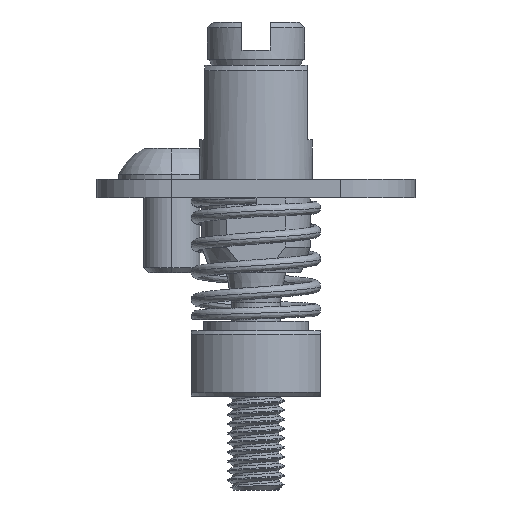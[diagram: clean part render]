
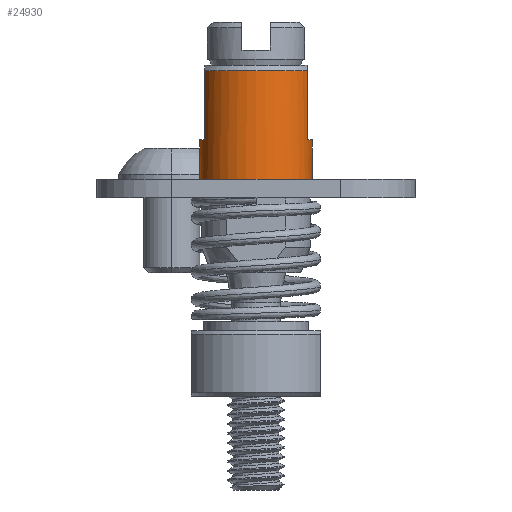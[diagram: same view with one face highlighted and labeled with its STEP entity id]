
A CAD part, left-side view. The second image highlights one B-rep face of the part: STEP entity #24930.
In plain terms, the highlighted cylindrical face has radius 3 mm (diameter 6 mm), a partial arc.
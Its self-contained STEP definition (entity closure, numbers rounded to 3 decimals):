
#41 = ORIENTED_EDGE ( 'NONE', *, *, #3311, .F. ) ;
#435 = VECTOR ( 'NONE', #19283, 1000. ) ;
#689 = DIRECTION ( 'NONE',  ( 0., 0., -1. ) ) ;
#757 = CARTESIAN_POINT ( 'NONE',  ( -13., -3., 0. ) ) ;
#831 = EDGE_LOOP ( 'NONE', ( #14461, #9683, #3891, #4368, #41, #25338, #1891, #23633 ) ) ;
#1091 = CIRCLE ( 'NONE', #19111, 3. ) ;
#1608 = DIRECTION ( 'NONE',  ( 0., -1., 0. ) ) ;
#1612 = LINE ( 'NONE', #3753, #11316 ) ;
#1891 = ORIENTED_EDGE ( 'NONE', *, *, #25220, .T. ) ;
#1918 = AXIS2_PLACEMENT_3D ( 'NONE', #5444, #9197, #4926 ) ;
#2300 = CARTESIAN_POINT ( 'NONE',  ( -13., 3., 2.1 ) ) ;
#2678 = CARTESIAN_POINT ( 'NONE',  ( -14.199, -2.75, 5.8 ) ) ;
#2856 = EDGE_CURVE ( 'NONE', #9174, #24325, #1091, .T. ) ;
#3051 = DIRECTION ( 'NONE',  ( 1., 0., 0. ) ) ;
#3063 = VERTEX_POINT ( 'NONE', #12343 ) ;
#3311 = EDGE_CURVE ( 'NONE', #25433, #3063, #20814, .T. ) ;
#3753 = CARTESIAN_POINT ( 'NONE',  ( -14.199, -2.75, 0. ) ) ;
#3816 = VERTEX_POINT ( 'NONE', #11738 ) ;
#3891 = ORIENTED_EDGE ( 'NONE', *, *, #2856, .F. ) ;
#4368 = ORIENTED_EDGE ( 'NONE', *, *, #19484, .F. ) ;
#4379 = CARTESIAN_POINT ( 'NONE',  ( -14.199, 2.75, 5.8 ) ) ;
#4926 = DIRECTION ( 'NONE',  ( 0., 1., 0. ) ) ;
#5444 = CARTESIAN_POINT ( 'NONE',  ( -13., 0., 5.8 ) ) ;
#5607 = DIRECTION ( 'NONE',  ( 0., 0., -1. ) ) ;
#6151 = CYLINDRICAL_SURFACE ( 'NONE', #12182, 3. ) ;
#6195 = CARTESIAN_POINT ( 'NONE',  ( -14.199, -2.75, 2.1 ) ) ;
#6290 = CARTESIAN_POINT ( 'NONE',  ( -13., 0., 0. ) ) ;
#7565 = LINE ( 'NONE', #757, #435 ) ;
#7752 = FACE_OUTER_BOUND ( 'NONE', #831, .T. ) ;
#7988 = LINE ( 'NONE', #22209, #9490 ) ;
#9174 = VERTEX_POINT ( 'NONE', #10044 ) ;
#9197 = DIRECTION ( 'NONE',  ( 0., 0., -1. ) ) ;
#9490 = VECTOR ( 'NONE', #10139, 1000. ) ;
#9683 = ORIENTED_EDGE ( 'NONE', *, *, #11542, .T. ) ;
#10044 = CARTESIAN_POINT ( 'NONE',  ( -13., -3., 0. ) ) ;
#10139 = DIRECTION ( 'NONE',  ( 0., 0., 1. ) ) ;
#10301 = DIRECTION ( 'NONE',  ( 0., -1., 0. ) ) ;
#10886 = LINE ( 'NONE', #19073, #13281 ) ;
#11316 = VECTOR ( 'NONE', #22396, 1000. ) ;
#11542 = EDGE_CURVE ( 'NONE', #25404, #24325, #10886, .T. ) ;
#11635 = DIRECTION ( 'NONE',  ( 0., 0., 1. ) ) ;
#11738 = CARTESIAN_POINT ( 'NONE',  ( -14.199, 2.75, 2.1 ) ) ;
#11914 = CARTESIAN_POINT ( 'NONE',  ( -13., 0., 2.1 ) ) ;
#12182 = AXIS2_PLACEMENT_3D ( 'NONE', #6290, #22252, #10301 ) ;
#12343 = CARTESIAN_POINT ( 'NONE',  ( -13., -3., 2.1 ) ) ;
#13281 = VECTOR ( 'NONE', #689, 1000. ) ;
#14296 = VERTEX_POINT ( 'NONE', #2678 ) ;
#14461 = ORIENTED_EDGE ( 'NONE', *, *, #17918, .F. ) ;
#14562 = EDGE_CURVE ( 'NONE', #14296, #25433, #1612, .T. ) ;
#14732 = CIRCLE ( 'NONE', #1918, 3. ) ;
#14985 = CARTESIAN_POINT ( 'NONE',  ( -13., 0., 2.1 ) ) ;
#17108 = CIRCLE ( 'NONE', #20571, 3. ) ;
#17918 = EDGE_CURVE ( 'NONE', #25404, #3816, #17108, .T. ) ;
#19073 = CARTESIAN_POINT ( 'NONE',  ( -13., 3., 0. ) ) ;
#19111 = AXIS2_PLACEMENT_3D ( 'NONE', #22391, #5607, #1608 ) ;
#19283 = DIRECTION ( 'NONE',  ( 0., 0., -1. ) ) ;
#19484 = EDGE_CURVE ( 'NONE', #3063, #9174, #7565, .T. ) ;
#20265 = VERTEX_POINT ( 'NONE', #4379 ) ;
#20571 = AXIS2_PLACEMENT_3D ( 'NONE', #14985, #21421, #3051 ) ;
#20814 = CIRCLE ( 'NONE', #25555, 3. ) ;
#21421 = DIRECTION ( 'NONE',  ( 0., 0., 1. ) ) ;
#21868 = EDGE_CURVE ( 'NONE', #3816, #20265, #7988, .T. ) ;
#21947 = DIRECTION ( 'NONE',  ( 1., 0., 0. ) ) ;
#22209 = CARTESIAN_POINT ( 'NONE',  ( -14.199, 2.75, 0. ) ) ;
#22252 = DIRECTION ( 'NONE',  ( 0., 0., -1. ) ) ;
#22391 = CARTESIAN_POINT ( 'NONE',  ( -13., 0., 0. ) ) ;
#22396 = DIRECTION ( 'NONE',  ( 0., 0., -1. ) ) ;
#23633 = ORIENTED_EDGE ( 'NONE', *, *, #21868, .F. ) ;
#23837 = CARTESIAN_POINT ( 'NONE',  ( -13., 3., 0. ) ) ;
#24325 = VERTEX_POINT ( 'NONE', #23837 ) ;
#24930 = ADVANCED_FACE ( 'NONE', ( #7752 ), #6151, .T. ) ;
#25220 = EDGE_CURVE ( 'NONE', #14296, #20265, #14732, .T. ) ;
#25338 = ORIENTED_EDGE ( 'NONE', *, *, #14562, .F. ) ;
#25404 = VERTEX_POINT ( 'NONE', #2300 ) ;
#25433 = VERTEX_POINT ( 'NONE', #6195 ) ;
#25555 = AXIS2_PLACEMENT_3D ( 'NONE', #11914, #11635, #21947 ) ;
